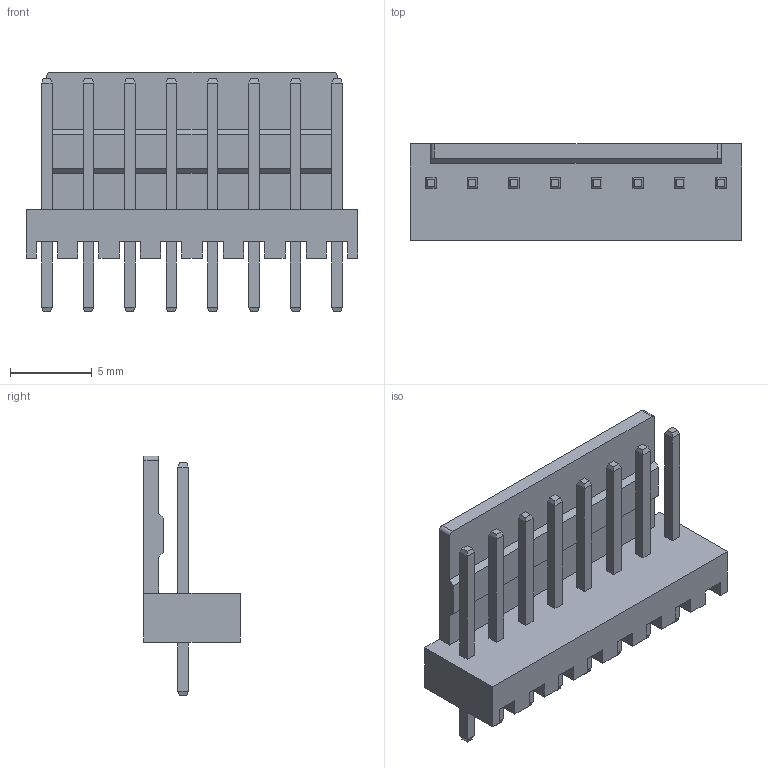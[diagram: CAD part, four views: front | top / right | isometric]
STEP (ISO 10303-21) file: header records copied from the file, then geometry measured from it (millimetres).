
FILE_DESCRIPTION (( 'STEP AP214' ), '1' );
FILE_NAME ('User Library-DS1070-8 (WF-8 CONNFLY).STEP', '2019-11-18T07:01:49', ( '' ), ( '' ), 'SwSTEP 2.0', 'SolidWorks 2019', '' );
FILE_SCHEMA (( 'AUTOMOTIVE_DESIGN' ));
Length unit declared in the file: millimetre
Products named in the file (1): User Library-DS1070-8 (WF-8 CONNFLY)
Bounding box: 20.32 x 5.9 x 14.7 mm (x, y, z)
Volume: 485.3 mm3; surface area: 1037.4 mm2
Topology: 1 solids, 1 shells, 192 faces, 458 edges, 284 vertices
Faces by surface type: plane 190, cylinder 2
Entity records: 5916 total; most frequent: CARTESIAN_POINT 935, ORIENTED_EDGE 916, DIRECTION 848, EDGE_CURVE 458, VECTOR 454, LINE 454, VERTEX_POINT 284, EDGE_LOOP 208
